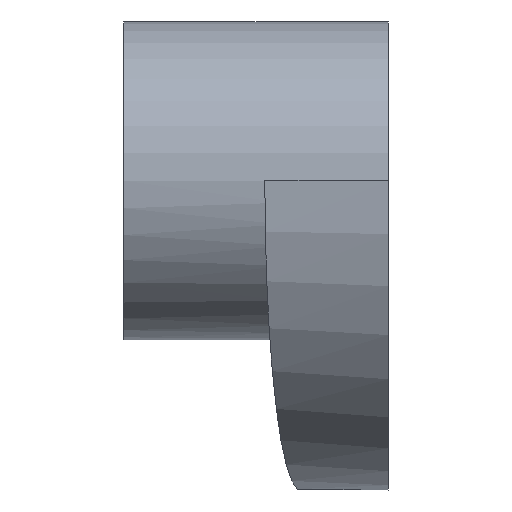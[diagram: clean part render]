
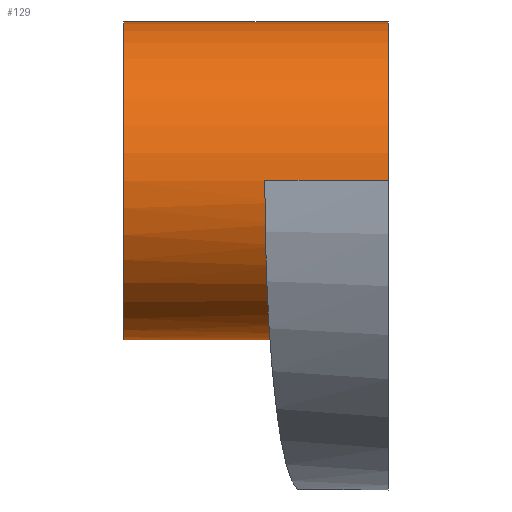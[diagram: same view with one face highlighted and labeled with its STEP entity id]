
A CAD part, top view. The second image highlights one B-rep face of the part: STEP entity #129.
In plain terms, the highlighted cylindrical face has radius 9 mm (diameter 18 mm), a partial arc.
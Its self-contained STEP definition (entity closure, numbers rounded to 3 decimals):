
#75=VERTEX_POINT('',#193);
#85=EDGE_CURVE('',#97,#173,#203,.T.);
#97=VERTEX_POINT('',#217);
#107=EDGE_CURVE('',#75,#159,#227,.T.);
#111=EDGE_CURVE('',#97,#119,#232,.T.);
#119=VERTEX_POINT('',#242);
#121=EDGE_CURVE('',#141,#119,#244,.T.);
#129=ADVANCED_FACE('',(#252),#253,.T.);
#133=EDGE_CURVE('',#141,#159,#258,.T.);
#141=VERTEX_POINT('',#267);
#145=EDGE_CURVE('',#75,#173,#272,.T.);
#159=VERTEX_POINT('',#289);
#173=VERTEX_POINT('',#303);
#193=CARTESIAN_POINT('',(0.,0.0,9.0));
#203=LINE('',#326,#327);
#217=CARTESIAN_POINT('',(-15.0,9.0,0.0));
#227=LINE('',#362,#363);
#232=CIRCLE('',#369,9.0);
#242=CARTESIAN_POINT('',(-15.0,-9.0,0.));
#244=LINE('',#381,#382);
#252=FACE_OUTER_BOUND('',#392,.T.);
#253=CYLINDRICAL_SURFACE('',#393,9.0);
#258=ELLIPSE('',#399,9.059,9.0);
#267=CARTESIAN_POINT('',(-5.,-9.0,0.));
#272=CIRCLE('',#416,9.0);
#289=CARTESIAN_POINT('',(-6.029,0.,9.0));
#303=CARTESIAN_POINT('',(0.,9.0,0.));
#326=CARTESIAN_POINT('',(0.,9.0,0.));
#327=VECTOR('',#463,1.0);
#362=CARTESIAN_POINT('',(0.,0.0,9.0));
#363=VECTOR('',#490,1.0);
#369=AXIS2_PLACEMENT_3D('',#501,#502,#503);
#381=CARTESIAN_POINT('',(0.,-9.0,0.));
#382=VECTOR('',#516,1.0);
#392=EDGE_LOOP('',(#524,#525,#526,#527,#528,#529));
#393=AXIS2_PLACEMENT_3D('',#530,#531,#532);
#399=AXIS2_PLACEMENT_3D('',#541,#542,#543);
#416=AXIS2_PLACEMENT_3D('',#562,#563,#564);
#463=DIRECTION('',(1.0,0.,0.));
#490=DIRECTION('',(-1.0,0.,0.));
#501=CARTESIAN_POINT('',(-15.0,0.0,0.0));
#502=DIRECTION('',(1.0,0.,0.));
#503=DIRECTION('',(0.,1.0,0.0));
#516=DIRECTION('',(-1.0,0.,0.));
#524=ORIENTED_EDGE('',*,*,#121,.F.);
#525=ORIENTED_EDGE('',*,*,#133,.T.);
#526=ORIENTED_EDGE('',*,*,#107,.F.);
#527=ORIENTED_EDGE('',*,*,#145,.T.);
#528=ORIENTED_EDGE('',*,*,#85,.F.);
#529=ORIENTED_EDGE('',*,*,#111,.T.);
#530=CARTESIAN_POINT('',(0.,0.0,0.0));
#531=DIRECTION('',(1.0,0.,0.));
#532=DIRECTION('',(0.,-1.0,0.0));
#541=CARTESIAN_POINT('',(-5.,0.,0.));
#542=DIRECTION('',(-0.994,0.,-0.114));
#543=DIRECTION('',(-0.114,0.,0.994));
#562=CARTESIAN_POINT('',(0.,0.0,0.0));
#563=DIRECTION('',(-1.0,0.,0.));
#564=DIRECTION('',(0.,-1.0,0.0));
